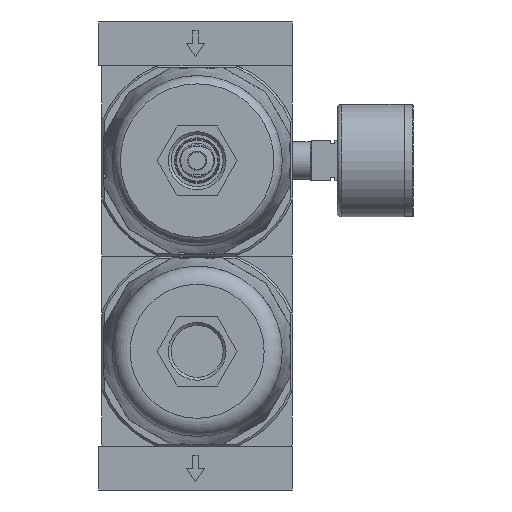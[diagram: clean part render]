
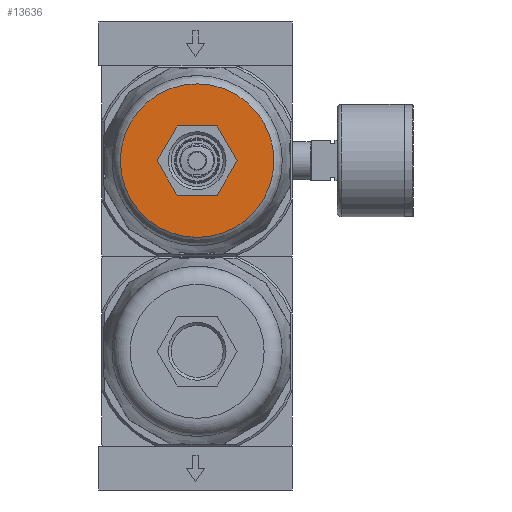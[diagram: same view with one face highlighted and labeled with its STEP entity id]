
A CAD part, front view. The second image highlights one B-rep face of the part: STEP entity #13636.
In plain terms, the highlighted planar face has unit normal (0, -1, 0).
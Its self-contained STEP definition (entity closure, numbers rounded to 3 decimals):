
#1255=LINE('',#26937,#2141);
#1258=LINE('',#26943,#2144);
#1261=LINE('',#26949,#2147);
#1264=LINE('',#26955,#2150);
#1267=LINE('',#26961,#2153);
#1270=LINE('',#26966,#2156);
#2141=VECTOR('',#22254,1000.);
#2144=VECTOR('',#22259,1000.);
#2147=VECTOR('',#22264,1000.);
#2150=VECTOR('',#22269,1000.);
#2153=VECTOR('',#22274,1000.);
#2156=VECTOR('',#22279,1000.);
#4388=ORIENTED_EDGE('',*,*,#7267,.T.);
#4389=ORIENTED_EDGE('',*,*,#7416,.T.);
#4390=ORIENTED_EDGE('',*,*,#7431,.T.);
#4391=ORIENTED_EDGE('',*,*,#7428,.T.);
#4392=ORIENTED_EDGE('',*,*,#7425,.T.);
#4393=ORIENTED_EDGE('',*,*,#7422,.T.);
#4394=ORIENTED_EDGE('',*,*,#7419,.T.);
#7267=EDGE_CURVE('',#9038,#9038,#10166,.F.);
#7416=EDGE_CURVE('',#9121,#9120,#1255,.T.);
#7419=EDGE_CURVE('',#9123,#9121,#1258,.T.);
#7422=EDGE_CURVE('',#9125,#9123,#1261,.T.);
#7425=EDGE_CURVE('',#9127,#9125,#1264,.T.);
#7428=EDGE_CURVE('',#9129,#9127,#1267,.T.);
#7431=EDGE_CURVE('',#9120,#9129,#1270,.T.);
#9038=VERTEX_POINT('',#26432);
#9120=VERTEX_POINT('',#26936);
#9121=VERTEX_POINT('',#26938);
#9123=VERTEX_POINT('',#26944);
#9125=VERTEX_POINT('',#26950);
#9127=VERTEX_POINT('',#26956);
#9129=VERTEX_POINT('',#26962);
#10166=CIRCLE('',#19537,26.576);
#11063=EDGE_LOOP('',(#4388));
#11064=EDGE_LOOP('',(#4389,#4390,#4391,#4392,#4393,#4394));
#12196=FACE_BOUND('',#11063,.T.);
#12197=FACE_BOUND('',#11064,.T.);
#13031=PLANE('',#19634);
#13636=ADVANCED_FACE('',(#12196,#12197),#13031,.F.);
#19537=AXIS2_PLACEMENT_3D('',#26431,#21998,#21999);
#19634=AXIS2_PLACEMENT_3D('',#26967,#22280,#22281);
#21998=DIRECTION('',(0.,1.,0.));
#21999=DIRECTION('',(0.,0.,1.));
#22254=DIRECTION('',(0.,0.,1.));
#22259=DIRECTION('',(-0.866,0.,0.5));
#22264=DIRECTION('',(-0.866,0.,-0.5));
#22269=DIRECTION('',(0.,0.,-1.));
#22274=DIRECTION('',(0.866,0.,-0.5));
#22279=DIRECTION('',(0.866,0.,0.5));
#22280=DIRECTION('',(0.,1.,0.));
#22281=DIRECTION('',(0.,0.,1.));
#26431=CARTESIAN_POINT('',(0.,-164.,0.));
#26432=CARTESIAN_POINT('',(0.,-164.,26.576));
#26936=CARTESIAN_POINT('',(-12.,-164.,6.928));
#26937=CARTESIAN_POINT('',(-12.,-164.,-6.928));
#26938=CARTESIAN_POINT('',(-12.,-164.,-6.928));
#26943=CARTESIAN_POINT('',(0.,-164.,-13.856));
#26944=CARTESIAN_POINT('',(0.,-164.,-13.856));
#26949=CARTESIAN_POINT('',(12.,-164.,-6.928));
#26950=CARTESIAN_POINT('',(12.,-164.,-6.928));
#26955=CARTESIAN_POINT('',(12.,-164.,6.928));
#26956=CARTESIAN_POINT('',(12.,-164.,6.928));
#26961=CARTESIAN_POINT('',(0.,-164.,13.856));
#26962=CARTESIAN_POINT('',(0.,-164.,13.856));
#26966=CARTESIAN_POINT('',(-12.,-164.,6.928));
#26967=CARTESIAN_POINT('',(0.,-164.,0.));
